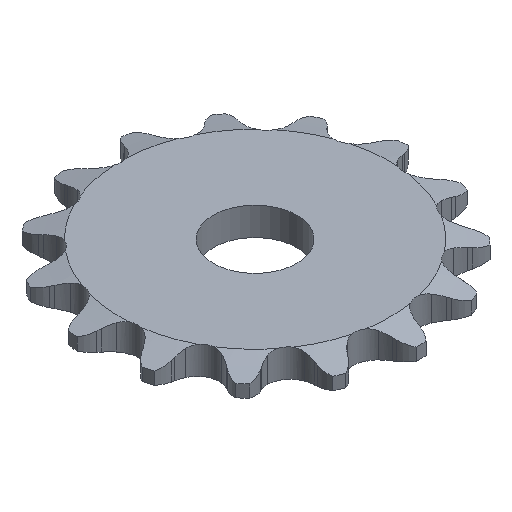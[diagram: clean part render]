
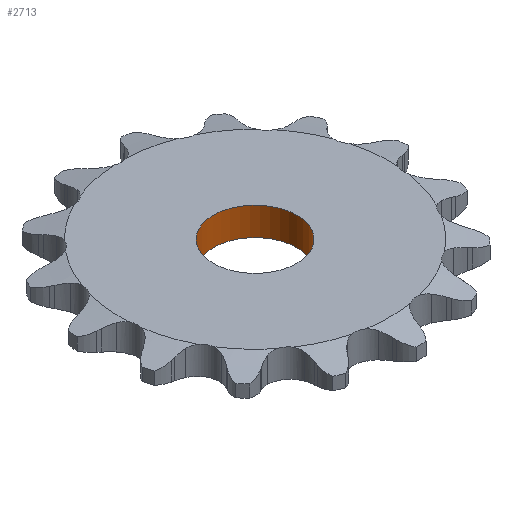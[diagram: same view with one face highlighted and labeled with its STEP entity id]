
A CAD part, isometric view. The second image highlights one B-rep face of the part: STEP entity #2713.
In plain terms, the highlighted cylindrical face has radius 6.35 mm (diameter 12.7 mm), a full revolution.
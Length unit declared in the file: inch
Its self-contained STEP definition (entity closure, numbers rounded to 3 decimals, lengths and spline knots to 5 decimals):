
#319=FACE_OUTER_BOUND('',#472,.T.);
#472=EDGE_LOOP('',(#1716,#1717,#1718,#1719));
#627=LINE('',#3743,#748);
#748=VECTOR('',#3131,0.25);
#869=CIRCLE('',#2881,0.25);
#870=CIRCLE('',#2882,0.25);
#961=VERTEX_POINT('',#3740);
#962=VERTEX_POINT('',#3742);
#1263=EDGE_CURVE('',#961,#961,#869,.T.);
#1264=EDGE_CURVE('',#961,#962,#627,.T.);
#1265=EDGE_CURVE('',#962,#962,#870,.T.);
#1716=ORIENTED_EDGE('',*,*,#1263,.T.);
#1717=ORIENTED_EDGE('',*,*,#1264,.T.);
#1718=ORIENTED_EDGE('',*,*,#1265,.F.);
#1719=ORIENTED_EDGE('',*,*,#1264,.F.);
#2622=CYLINDRICAL_SURFACE('',#2880,0.25);
#2713=ADVANCED_FACE('',(#319),#2622,.F.);
#2880=AXIS2_PLACEMENT_3D('',#3739,#3127,#3128);
#2881=AXIS2_PLACEMENT_3D('',#3741,#3129,#3130);
#2882=AXIS2_PLACEMENT_3D('',#3744,#3132,#3133);
#3127=DIRECTION('center_axis',(0.,0.,-1.));
#3128=DIRECTION('ref_axis',(-1.,0.,0.));
#3129=DIRECTION('center_axis',(0.,0.,1.));
#3130=DIRECTION('ref_axis',(1.,0.,0.));
#3131=DIRECTION('',(0.,0.,-1.));
#3132=DIRECTION('center_axis',(0.,0.,1.));
#3133=DIRECTION('ref_axis',(1.,0.,0.));
#3739=CARTESIAN_POINT('Origin',(0.,0.,0.084));
#3740=CARTESIAN_POINT('',(0.25,0.,0.084));
#3741=CARTESIAN_POINT('Origin',(0.,0.,0.084));
#3742=CARTESIAN_POINT('',(0.25,0.,-0.084));
#3743=CARTESIAN_POINT('',(0.25,0.,0.084));
#3744=CARTESIAN_POINT('Origin',(0.,0.,-0.084));
